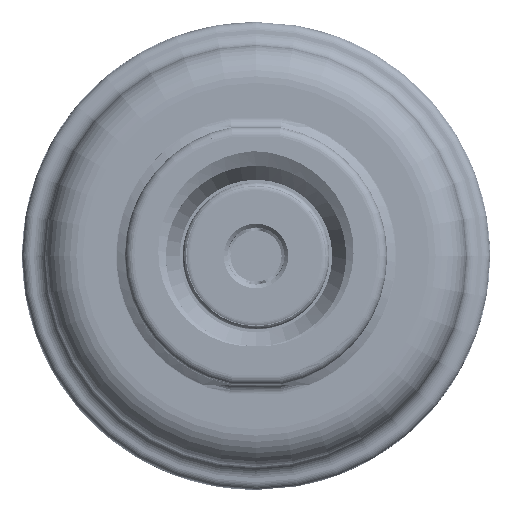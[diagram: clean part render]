
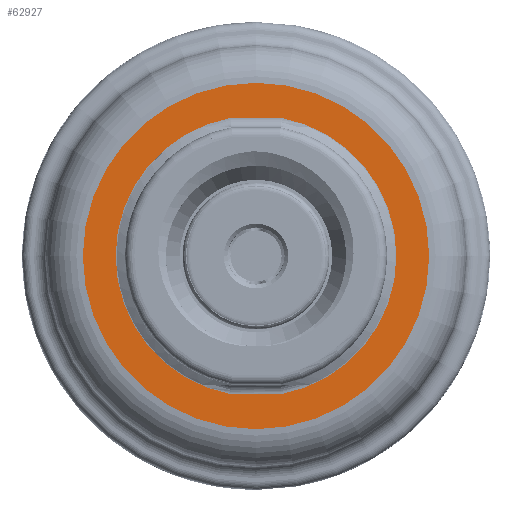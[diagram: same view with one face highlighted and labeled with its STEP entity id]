
A CAD part, front view. The second image highlights one B-rep face of the part: STEP entity #62927.
In plain terms, the highlighted planar face has unit normal (0, -1, 0).
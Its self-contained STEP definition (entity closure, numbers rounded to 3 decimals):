
#38700=CARTESIAN_POINT('',(0.,-3.,0.));
#38701=DIRECTION('',(0.,-1.,0.));
#38702=DIRECTION('',(-0.182,0.,0.983));
#38703=AXIS2_PLACEMENT_3D('',#38700,#38701,#38702);
#38705=DIRECTION('',(1.,0.,0.));
#38706=VECTOR('',#38705,5.454);
#38707=CARTESIAN_POINT('',(-2.727,-3.,-14.75));
#38708=LINE('',#38707,#38706);
#38709=CARTESIAN_POINT('',(0.,-3.,0.));
#38710=DIRECTION('',(0.,-1.,0.));
#38711=DIRECTION('',(0.182,0.,-0.983));
#38712=AXIS2_PLACEMENT_3D('',#38709,#38710,#38711);
#38714=DIRECTION('',(-1.,0.,0.));
#38715=VECTOR('',#38714,5.454);
#38716=CARTESIAN_POINT('',(2.727,-3.,14.75));
#38717=LINE('',#38716,#38715);
#38718=CARTESIAN_POINT('',(0.,-3.,0.));
#38719=DIRECTION('',(0.,-1.,0.));
#38720=DIRECTION('',(0.,0.,-1.));
#38721=AXIS2_PLACEMENT_3D('',#38718,#38719,#38720);
#38723=CARTESIAN_POINT('',(0.,-3.,0.));
#38724=DIRECTION('',(0.,-1.,0.));
#38725=DIRECTION('',(0.,0.,1.));
#38726=AXIS2_PLACEMENT_3D('',#38723,#38724,#38725);
#41900=CARTESIAN_POINT('',(-2.727,-3.,14.75));
#41901=CARTESIAN_POINT('',(-2.727,-3.,-14.75));
#41902=VERTEX_POINT('',#41900);
#41903=VERTEX_POINT('',#41901);
#41908=CARTESIAN_POINT('',(2.727,-3.,-14.75));
#41909=CARTESIAN_POINT('',(2.727,-3.,14.75));
#41910=VERTEX_POINT('',#41908);
#41911=VERTEX_POINT('',#41909);
#42268=CARTESIAN_POINT('',(0.,-3.,-18.5));
#42269=CARTESIAN_POINT('',(0.,-3.,18.5));
#42270=VERTEX_POINT('',#42268);
#42271=VERTEX_POINT('',#42269);
#62908=CARTESIAN_POINT('',(0.,-3.,0.));
#62909=DIRECTION('',(0.,-1.,0.));
#62910=DIRECTION('',(0.,0.,1.));
#62911=AXIS2_PLACEMENT_3D('',#62908,#62909,#62910);
#62912=PLANE('',#62911);
#62914=ORIENTED_EDGE('',*,*,#62913,.F.);
#62916=ORIENTED_EDGE('',*,*,#62915,.F.);
#62917=EDGE_LOOP('',(#62914,#62916));
#62918=FACE_OUTER_BOUND('',#62917,.F.);
#62920=ORIENTED_EDGE('',*,*,#62919,.T.);
#62921=ORIENTED_EDGE('',*,*,#62886,.T.);
#62922=ORIENTED_EDGE('',*,*,#62899,.T.);
#62924=ORIENTED_EDGE('',*,*,#62923,.T.);
#62925=EDGE_LOOP('',(#62920,#62921,#62922,#62924));
#62926=FACE_BOUND('',#62925,.F.);
#62927=ADVANCED_FACE('',(#62918,#62926),#62912,.T.);
#38704=CIRCLE('',#38703,15.);
#38713=CIRCLE('',#38712,15.);
#38722=CIRCLE('',#38721,18.5);
#38727=CIRCLE('',#38726,18.5);
#62886=EDGE_CURVE('',#41903,#41910,#38708,.T.);
#62899=EDGE_CURVE('',#41910,#41911,#38713,.T.);
#62913=EDGE_CURVE('',#42270,#42271,#38722,.T.);
#62915=EDGE_CURVE('',#42271,#42270,#38727,.T.);
#62919=EDGE_CURVE('',#41902,#41903,#38704,.T.);
#62923=EDGE_CURVE('',#41911,#41902,#38717,.T.);
